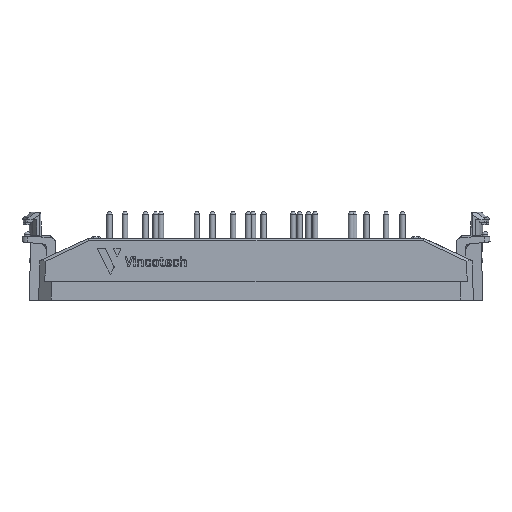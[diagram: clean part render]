
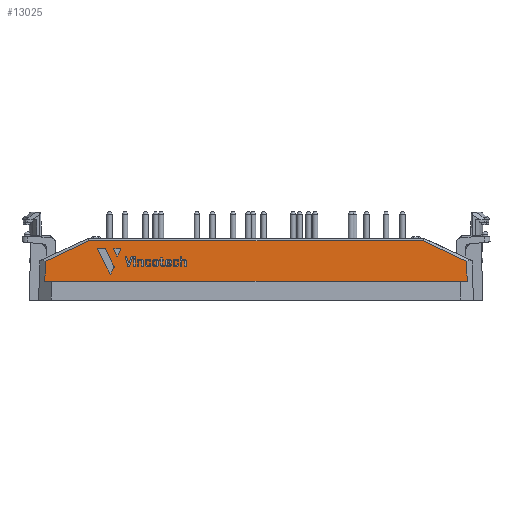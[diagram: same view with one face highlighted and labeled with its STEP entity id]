
A CAD part, front view. The second image highlights one B-rep face of the part: STEP entity #13025.
In plain terms, the highlighted planar face has unit normal (0, -1, 0.018).
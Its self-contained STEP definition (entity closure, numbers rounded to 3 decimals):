
#3427=ORIENTED_EDGE('',*,*,#6127,.T.);
#3428=ORIENTED_EDGE('',*,*,#6129,.T.);
#3429=ORIENTED_EDGE('',*,*,#6130,.T.);
#3430=ORIENTED_EDGE('',*,*,#6131,.T.);
#3431=ORIENTED_EDGE('',*,*,#6132,.T.);
#3432=ORIENTED_EDGE('',*,*,#6133,.T.);
#6127=EDGE_CURVE('',#7599,#7598,#8735,.F.);
#6129=EDGE_CURVE('',#7598,#7600,#8737,.F.);
#6130=EDGE_CURVE('',#7600,#7601,#8738,.F.);
#6131=EDGE_CURVE('',#7601,#7602,#8739,.F.);
#6132=EDGE_CURVE('',#7602,#7603,#8740,.F.);
#6133=EDGE_CURVE('',#7603,#7599,#8741,.F.);
#7598=VERTEX_POINT('',#29209);
#7599=VERTEX_POINT('',#29211);
#7600=VERTEX_POINT('',#29215);
#7601=VERTEX_POINT('',#29217);
#7602=VERTEX_POINT('',#29219);
#7603=VERTEX_POINT('',#29221);
#8735=LINE('',#29210,#9800);
#8737=LINE('',#29214,#9802);
#8738=LINE('',#29216,#9803);
#8739=LINE('',#29218,#9804);
#8740=LINE('',#29220,#9805);
#8741=LINE('',#29222,#9806);
#9800=VECTOR('',#20762,1000.);
#9802=VECTOR('',#20766,1000.);
#9803=VECTOR('',#20767,1000.);
#9804=VECTOR('',#20768,1000.);
#9805=VECTOR('',#20769,1000.);
#9806=VECTOR('',#20770,1000.);
#10620=EDGE_LOOP('',(#3427,#3428,#3429,#3430,#3431,#3432));
#11641=FACE_BOUND('',#10620,.T.);
#12426=PLANE('',#18408);
#13025=ADVANCED_FACE('',(#11641),#12426,.T.);
#18408=AXIS2_PLACEMENT_3D('',#29213,#20764,#20765);
#20762=DIRECTION('',(-1.,0.,0.));
#20764=DIRECTION('',(0.,-1.,0.017));
#20765=DIRECTION('',(0.,-0.017,-1.));
#20766=DIRECTION('',(0.02,-0.017,-1.));
#20767=DIRECTION('',(0.906,-0.007,-0.424));
#20768=DIRECTION('',(1.,0.,0.));
#20769=DIRECTION('',(0.906,0.007,0.424));
#20770=DIRECTION('',(0.02,0.017,1.));
#29209=CARTESIAN_POINT('',(38.174,-17.4,3.4));
#29210=CARTESIAN_POINT('',(-35.279,-17.4,3.4));
#29211=CARTESIAN_POINT('',(-38.174,-17.4,3.4));
#29213=CARTESIAN_POINT('',(-35.279,-17.4,3.4));
#29214=CARTESIAN_POINT('',(38.24,-17.459,0.04));
#29215=CARTESIAN_POINT('',(38.104,-17.337,6.998));
#29216=CARTESIAN_POINT('',(-20.687,-16.856,34.539));
#29217=CARTESIAN_POINT('',(30.201,-17.273,10.7));
#29218=CARTESIAN_POINT('',(-30.305,-17.273,10.7));
#29219=CARTESIAN_POINT('',(-30.201,-17.273,10.7));
#29220=CARTESIAN_POINT('',(-37.17,-17.33,7.435));
#29221=CARTESIAN_POINT('',(-38.104,-17.337,6.998));
#29222=CARTESIAN_POINT('',(-38.24,-17.459,0.04));
